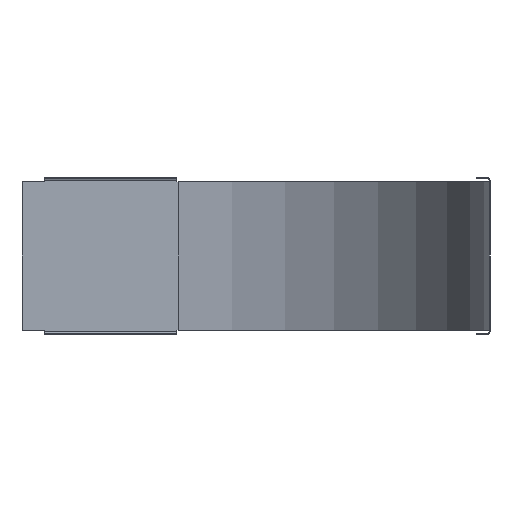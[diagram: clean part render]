
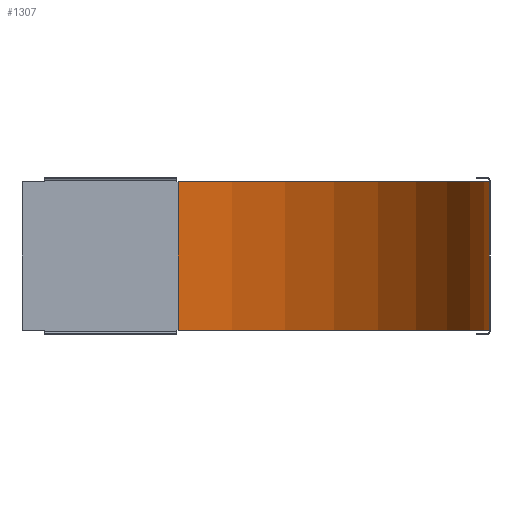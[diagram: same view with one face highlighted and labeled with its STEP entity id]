
A CAD part, front view. The second image highlights one B-rep face of the part: STEP entity #1307.
In plain terms, the highlighted cylindrical face has radius 208.75 mm (diameter 417.5 mm), a partial arc.
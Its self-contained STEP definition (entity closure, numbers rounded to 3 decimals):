
#26 = ORIENTED_EDGE ( 'NONE', *, *, #930, .T. ) ;
#61 = ORIENTED_EDGE ( 'NONE', *, *, #830, .F. ) ;
#125 = AXIS2_PLACEMENT_3D ( 'NONE', #420, #430, #453 ) ;
#146 = CARTESIAN_POINT ( 'NONE',  ( 0., 208.75, 50. ) ) ;
#155 = DIRECTION ( 'NONE',  ( 0., 0., 1. ) ) ;
#252 = EDGE_CURVE ( 'NONE', #1267, #1292, #834, .T. ) ;
#267 = CYLINDRICAL_SURFACE ( 'NONE', #125, 208.75 ) ;
#288 = FACE_OUTER_BOUND ( 'NONE', #1654, .T. ) ;
#340 = DIRECTION ( 'NONE',  ( 0., 0., 1. ) ) ;
#374 = CARTESIAN_POINT ( 'NONE',  ( 0., 0., 50. ) ) ;
#416 = CARTESIAN_POINT ( 'NONE',  ( 0., 208.75, -50. ) ) ;
#420 = CARTESIAN_POINT ( 'NONE',  ( 0., 0., 50. ) ) ;
#430 = DIRECTION ( 'NONE',  ( 0., 0., -1. ) ) ;
#453 = DIRECTION ( 'NONE',  ( -1., 0., 0. ) ) ;
#522 = CIRCLE ( 'NONE', #1421, 208.75 ) ;
#526 = CARTESIAN_POINT ( 'NONE',  ( 208.75, 0., -50. ) ) ;
#530 = EDGE_CURVE ( 'NONE', #1517, #1477, #712, .T. ) ;
#565 = CIRCLE ( 'NONE', #1319, 208.75 ) ;
#646 = ORIENTED_EDGE ( 'NONE', *, *, #530, .T. ) ;
#684 = ORIENTED_EDGE ( 'NONE', *, *, #252, .F. ) ;
#697 = VECTOR ( 'NONE', #1736, 1000. ) ;
#712 = LINE ( 'NONE', #146, #697 ) ;
#792 = DIRECTION ( 'NONE',  ( -1., 0., 0. ) ) ;
#805 = CARTESIAN_POINT ( 'NONE',  ( 0., 208.75, 50. ) ) ;
#818 = VECTOR ( 'NONE', #1428, 1000. ) ;
#830 = EDGE_CURVE ( 'NONE', #1292, #1477, #565, .T. ) ;
#831 = CARTESIAN_POINT ( 'NONE',  ( 0., 0., -50. ) ) ;
#834 = LINE ( 'NONE', #1333, #818 ) ;
#930 = EDGE_CURVE ( 'NONE', #1267, #1517, #522, .T. ) ;
#1267 = VERTEX_POINT ( 'NONE', #1455 ) ;
#1292 = VERTEX_POINT ( 'NONE', #526 ) ;
#1307 = ADVANCED_FACE ( 'NONE', ( #288 ), #267, .F. ) ;
#1319 = AXIS2_PLACEMENT_3D ( 'NONE', #831, #340, #792 ) ;
#1333 = CARTESIAN_POINT ( 'NONE',  ( 208.75, 0., 50. ) ) ;
#1421 = AXIS2_PLACEMENT_3D ( 'NONE', #374, #155, #1715 ) ;
#1428 = DIRECTION ( 'NONE',  ( 0., 0., -1. ) ) ;
#1455 = CARTESIAN_POINT ( 'NONE',  ( 208.75, 0., 50. ) ) ;
#1477 = VERTEX_POINT ( 'NONE', #416 ) ;
#1517 = VERTEX_POINT ( 'NONE', #805 ) ;
#1654 = EDGE_LOOP ( 'NONE', ( #61, #684, #26, #646 ) ) ;
#1715 = DIRECTION ( 'NONE',  ( -1., 0., 0. ) ) ;
#1736 = DIRECTION ( 'NONE',  ( 0., 0., -1. ) ) ;
